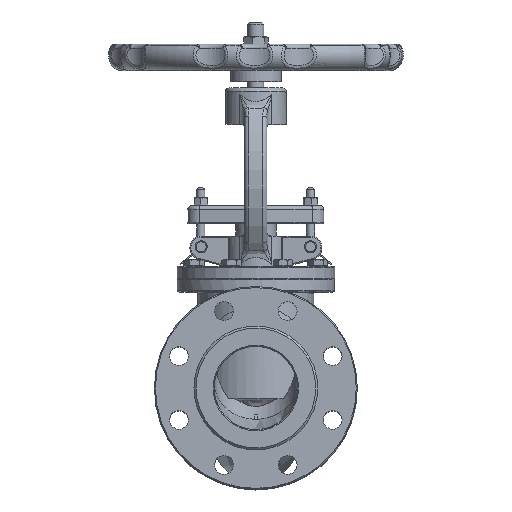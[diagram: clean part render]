
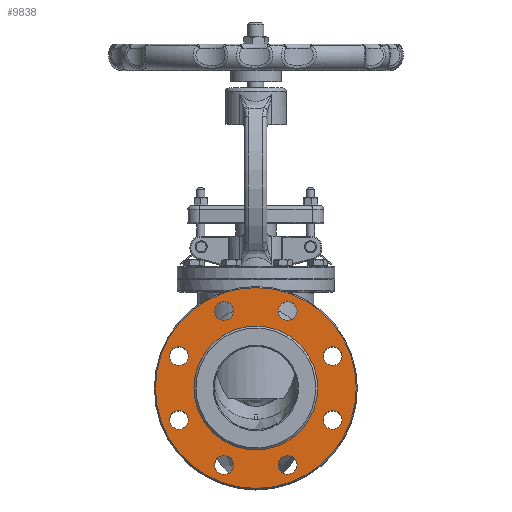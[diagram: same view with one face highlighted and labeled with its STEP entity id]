
A CAD part, top view. The second image highlights one B-rep face of the part: STEP entity #9838.
In plain terms, the highlighted planar face has unit normal (0, 0, 1).
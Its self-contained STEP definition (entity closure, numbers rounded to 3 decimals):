
#399=PLANE('',#10710);
#665=FACE_BOUND('',#1553,.T.);
#666=FACE_BOUND('',#1554,.T.);
#667=FACE_BOUND('',#1555,.T.);
#668=FACE_BOUND('',#1556,.T.);
#669=FACE_BOUND('',#1557,.T.);
#670=FACE_BOUND('',#1558,.T.);
#671=FACE_BOUND('',#1559,.T.);
#672=FACE_BOUND('',#1560,.T.);
#673=FACE_BOUND('',#1561,.T.);
#882=FACE_OUTER_BOUND('',#1552,.T.);
#1552=EDGE_LOOP('',(#6955));
#1553=EDGE_LOOP('',(#6956));
#1554=EDGE_LOOP('',(#6957));
#1555=EDGE_LOOP('',(#6958));
#1556=EDGE_LOOP('',(#6959));
#1557=EDGE_LOOP('',(#6960));
#1558=EDGE_LOOP('',(#6961));
#1559=EDGE_LOOP('',(#6962));
#1560=EDGE_LOOP('',(#6963));
#1561=EDGE_LOOP('',(#6964));
#3287=CIRCLE('',#10709,96.5);
#3288=CIRCLE('',#10711,59.5);
#3289=CIRCLE('',#10712,9.);
#3290=CIRCLE('',#10713,9.);
#3291=CIRCLE('',#10714,9.);
#3292=CIRCLE('',#10715,9.);
#3293=CIRCLE('',#10716,9.);
#3294=CIRCLE('',#10717,9.);
#3295=CIRCLE('',#10718,9.);
#3296=CIRCLE('',#10719,9.);
#4083=VERTEX_POINT('',#19251);
#4084=VERTEX_POINT('',#19255);
#4085=VERTEX_POINT('',#19257);
#4086=VERTEX_POINT('',#19259);
#4087=VERTEX_POINT('',#19261);
#4088=VERTEX_POINT('',#19263);
#4089=VERTEX_POINT('',#19265);
#4090=VERTEX_POINT('',#19267);
#4091=VERTEX_POINT('',#19269);
#4092=VERTEX_POINT('',#19271);
#5101=EDGE_CURVE('',#4083,#4083,#3287,.T.);
#5103=EDGE_CURVE('',#4084,#4084,#3288,.T.);
#5104=EDGE_CURVE('',#4085,#4085,#3289,.T.);
#5105=EDGE_CURVE('',#4086,#4086,#3290,.T.);
#5106=EDGE_CURVE('',#4087,#4087,#3291,.T.);
#5107=EDGE_CURVE('',#4088,#4088,#3292,.T.);
#5108=EDGE_CURVE('',#4089,#4089,#3293,.T.);
#5109=EDGE_CURVE('',#4090,#4090,#3294,.T.);
#5110=EDGE_CURVE('',#4091,#4091,#3295,.T.);
#5111=EDGE_CURVE('',#4092,#4092,#3296,.T.);
#6955=ORIENTED_EDGE('',*,*,#5101,.F.);
#6956=ORIENTED_EDGE('',*,*,#5103,.F.);
#6957=ORIENTED_EDGE('',*,*,#5104,.T.);
#6958=ORIENTED_EDGE('',*,*,#5105,.T.);
#6959=ORIENTED_EDGE('',*,*,#5106,.T.);
#6960=ORIENTED_EDGE('',*,*,#5107,.T.);
#6961=ORIENTED_EDGE('',*,*,#5108,.T.);
#6962=ORIENTED_EDGE('',*,*,#5109,.T.);
#6963=ORIENTED_EDGE('',*,*,#5110,.T.);
#6964=ORIENTED_EDGE('',*,*,#5111,.T.);
#9838=ADVANCED_FACE('',(#882,#665,#666,#667,#668,#669,#670,#671,#672,#673),
#399,.T.);
#10709=AXIS2_PLACEMENT_3D('',#19252,#12311,#12312);
#10710=AXIS2_PLACEMENT_3D('',#19254,#12314,#12315);
#10711=AXIS2_PLACEMENT_3D('',#19256,#12316,#12317);
#10712=AXIS2_PLACEMENT_3D('',#19258,#12318,#12319);
#10713=AXIS2_PLACEMENT_3D('',#19260,#12320,#12321);
#10714=AXIS2_PLACEMENT_3D('',#19262,#12322,#12323);
#10715=AXIS2_PLACEMENT_3D('',#19264,#12324,#12325);
#10716=AXIS2_PLACEMENT_3D('',#19266,#12326,#12327);
#10717=AXIS2_PLACEMENT_3D('',#19268,#12328,#12329);
#10718=AXIS2_PLACEMENT_3D('',#19270,#12330,#12331);
#10719=AXIS2_PLACEMENT_3D('',#19272,#12332,#12333);
#12311=DIRECTION('center_axis',(0.,0.,-1.));
#12312=DIRECTION('ref_axis',(-1.,0.,0.));
#12314=DIRECTION('center_axis',(0.,0.,1.));
#12315=DIRECTION('ref_axis',(1.,0.,0.));
#12316=DIRECTION('center_axis',(0.,0.,1.));
#12317=DIRECTION('ref_axis',(-1.,0.,0.));
#12318=DIRECTION('center_axis',(0.,0.,-1.));
#12319=DIRECTION('ref_axis',(-1.,0.,0.));
#12320=DIRECTION('center_axis',(0.,0.,-1.));
#12321=DIRECTION('ref_axis',(-1.,0.,0.));
#12322=DIRECTION('center_axis',(0.,0.,-1.));
#12323=DIRECTION('ref_axis',(-1.,0.,0.));
#12324=DIRECTION('center_axis',(0.,0.,-1.));
#12325=DIRECTION('ref_axis',(-1.,0.,0.));
#12326=DIRECTION('center_axis',(0.,0.,-1.));
#12327=DIRECTION('ref_axis',(-1.,0.,0.));
#12328=DIRECTION('center_axis',(0.,0.,-1.));
#12329=DIRECTION('ref_axis',(-1.,0.,0.));
#12330=DIRECTION('center_axis',(0.,0.,-1.));
#12331=DIRECTION('ref_axis',(-1.,0.,0.));
#12332=DIRECTION('center_axis',(0.,0.,-1.));
#12333=DIRECTION('ref_axis',(-1.,0.,0.));
#19251=CARTESIAN_POINT('',(96.5,0.,24.));
#19252=CARTESIAN_POINT('Origin',(0.,0.,24.));
#19254=CARTESIAN_POINT('Origin',(0.,0.,24.));
#19255=CARTESIAN_POINT('',(59.5,0.,24.));
#19256=CARTESIAN_POINT('Origin',(0.,0.,24.));
#19257=CARTESIAN_POINT('',(82.91,-30.615,24.));
#19258=CARTESIAN_POINT('Origin',(73.91,-30.615,24.));
#19259=CARTESIAN_POINT('',(82.91,30.615,24.));
#19260=CARTESIAN_POINT('Origin',(73.91,30.615,24.));
#19261=CARTESIAN_POINT('',(39.615,73.91,24.));
#19262=CARTESIAN_POINT('Origin',(30.615,73.91,24.));
#19263=CARTESIAN_POINT('',(-21.615,73.91,24.));
#19264=CARTESIAN_POINT('Origin',(-30.615,73.91,24.));
#19265=CARTESIAN_POINT('',(-64.91,30.615,24.));
#19266=CARTESIAN_POINT('Origin',(-73.91,30.615,24.));
#19267=CARTESIAN_POINT('',(-64.91,-30.615,24.));
#19268=CARTESIAN_POINT('Origin',(-73.91,-30.615,24.));
#19269=CARTESIAN_POINT('',(-21.615,-73.91,24.));
#19270=CARTESIAN_POINT('Origin',(-30.615,-73.91,24.));
#19271=CARTESIAN_POINT('',(39.615,-73.91,24.));
#19272=CARTESIAN_POINT('Origin',(30.615,-73.91,24.));
